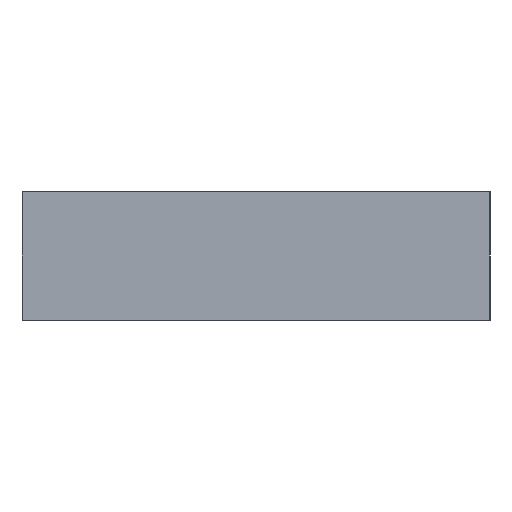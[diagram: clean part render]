
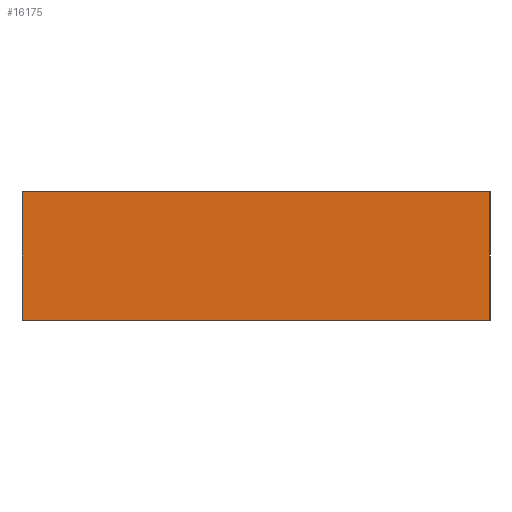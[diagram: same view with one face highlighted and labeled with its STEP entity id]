
A CAD part, left-side view. The second image highlights one B-rep face of the part: STEP entity #16175.
In plain terms, the highlighted planar face has unit normal (-1, 0, 0).
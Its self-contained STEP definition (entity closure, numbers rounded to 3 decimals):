
#2513=FACE_OUTER_BOUND('',#3538,.T.);
#3538=EDGE_LOOP('',(#13607,#13608,#13609,#13610));
#4604=LINE('',#28002,#5880);
#4650=LINE('',#28135,#5926);
#4656=LINE('',#28146,#5932);
#4657=LINE('',#28148,#5933);
#5880=VECTOR('',#18388,10.);
#5926=VECTOR('',#18530,10.);
#5932=VECTOR('',#18540,10.);
#5933=VECTOR('',#18543,10.);
#7435=VERTEX_POINT('',#28000);
#7436=VERTEX_POINT('',#28001);
#7475=VERTEX_POINT('',#28134);
#7478=VERTEX_POINT('',#28144);
#9556=EDGE_CURVE('',#7435,#7436,#4604,.T.);
#9614=EDGE_CURVE('',#7435,#7475,#4650,.T.);
#9620=EDGE_CURVE('',#7436,#7478,#4656,.T.);
#9621=EDGE_CURVE('',#7475,#7478,#4657,.T.);
#13607=ORIENTED_EDGE('',*,*,#9556,.T.);
#13608=ORIENTED_EDGE('',*,*,#9620,.T.);
#13609=ORIENTED_EDGE('',*,*,#9621,.F.);
#13610=ORIENTED_EDGE('',*,*,#9614,.F.);
#15482=PLANE('',#16884);
#16175=ADVANCED_FACE('',(#2513),#15482,.T.);
#16884=AXIS2_PLACEMENT_3D('',#28147,#18541,#18542);
#18388=DIRECTION('',(0.,-1.,0.));
#18530=DIRECTION('',(0.,0.,1.));
#18540=DIRECTION('',(0.,0.,1.));
#18541=DIRECTION('center_axis',(-1.,0.,0.));
#18542=DIRECTION('ref_axis',(0.,-1.,0.));
#18543=DIRECTION('',(0.,-1.,0.));
#28000=CARTESIAN_POINT('',(27.06,-73.53,1.51));
#28001=CARTESIAN_POINT('',(27.06,-139.31,1.51));
#28002=CARTESIAN_POINT('',(27.06,-73.53,1.51));
#28134=CARTESIAN_POINT('',(27.06,-73.53,19.51));
#28135=CARTESIAN_POINT('',(27.06,-73.53,1.51));
#28144=CARTESIAN_POINT('',(27.06,-139.31,19.51));
#28146=CARTESIAN_POINT('',(27.06,-139.31,1.51));
#28147=CARTESIAN_POINT('Origin',(27.06,-73.53,1.51));
#28148=CARTESIAN_POINT('',(27.06,-73.53,19.51));
